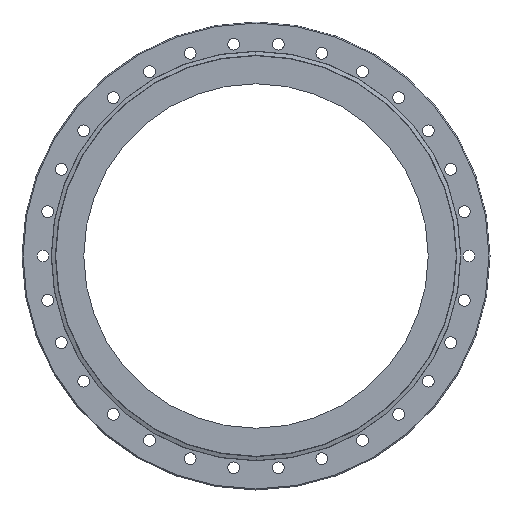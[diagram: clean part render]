
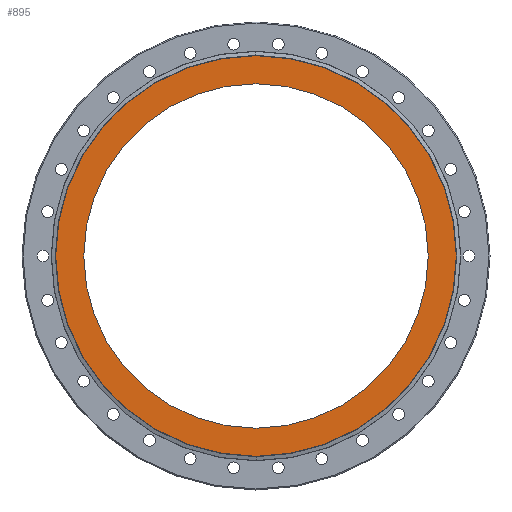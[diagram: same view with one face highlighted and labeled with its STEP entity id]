
A CAD part, left-side view. The second image highlights one B-rep face of the part: STEP entity #895.
In plain terms, the highlighted planar face has unit normal (-1, 0, 0).
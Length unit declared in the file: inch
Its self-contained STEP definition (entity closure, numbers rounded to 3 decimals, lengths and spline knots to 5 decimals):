
#85 = AXIS2_PLACEMENT_3D ( 'NONE', #2495, #1299, #134 ) ;
#96 = CARTESIAN_POINT ( 'NONE',  ( 0.08, 0., -4.875 ) ) ;
#128 = VERTEX_POINT ( 'NONE', #2774 ) ;
#134 = DIRECTION ( 'NONE',  ( 0., 0., -1. ) ) ;
#501 = CARTESIAN_POINT ( 'NONE',  ( 0.08, 0., 4.875 ) ) ;
#612 = DIRECTION ( 'NONE',  ( 0., 0., 1. ) ) ;
#683 = AXIS2_PLACEMENT_3D ( 'NONE', #2755, #2279, #2249 ) ;
#785 = CARTESIAN_POINT ( 'NONE',  ( 0.08, 0., 5.67 ) ) ;
#800 = EDGE_LOOP ( 'NONE', ( #2422, #2798 ) ) ;
#895 = ADVANCED_FACE ( 'NONE', ( #2926, #1508 ), #1064, .F. ) ;
#972 = CIRCLE ( 'NONE', #2821, 4.875 ) ;
#973 = EDGE_CURVE ( 'NONE', #2460, #128, #1426, .T. ) ;
#1064 = PLANE ( 'NONE',  #683 ) ;
#1193 = ORIENTED_EDGE ( 'NONE', *, *, #1866, .T. ) ;
#1299 = DIRECTION ( 'NONE',  ( -1., 0., 0. ) ) ;
#1426 = CIRCLE ( 'NONE', #85, 5.67 ) ;
#1495 = EDGE_CURVE ( 'NONE', #2493, #2197, #972, .T. ) ;
#1508 = FACE_BOUND ( 'NONE', #800, .T. ) ;
#1815 = AXIS2_PLACEMENT_3D ( 'NONE', #2474, #2936, #612 ) ;
#1821 = ORIENTED_EDGE ( 'NONE', *, *, #973, .T. ) ;
#1851 = EDGE_CURVE ( 'NONE', #2197, #2493, #2758, .T. ) ;
#1866 = EDGE_CURVE ( 'NONE', #128, #2460, #2062, .T. ) ;
#2007 = DIRECTION ( 'NONE',  ( 0., 0., 1. ) ) ;
#2062 = CIRCLE ( 'NONE', #2904, 5.67 ) ;
#2197 = VERTEX_POINT ( 'NONE', #501 ) ;
#2230 = CARTESIAN_POINT ( 'NONE',  ( 0.08, 0., 0. ) ) ;
#2249 = DIRECTION ( 'NONE',  ( 0., 0., -1. ) ) ;
#2264 = CARTESIAN_POINT ( 'NONE',  ( 0.08, 0., 0. ) ) ;
#2279 = DIRECTION ( 'NONE',  ( 1., 0., 0. ) ) ;
#2422 = ORIENTED_EDGE ( 'NONE', *, *, #1851, .F. ) ;
#2460 = VERTEX_POINT ( 'NONE', #785 ) ;
#2474 = CARTESIAN_POINT ( 'NONE',  ( 0.08, 0., 0. ) ) ;
#2492 = DIRECTION ( 'NONE',  ( -1., 0., 0. ) ) ;
#2493 = VERTEX_POINT ( 'NONE', #96 ) ;
#2495 = CARTESIAN_POINT ( 'NONE',  ( 0.08, 0., 0. ) ) ;
#2523 = DIRECTION ( 'NONE',  ( -1., 0., 0. ) ) ;
#2750 = DIRECTION ( 'NONE',  ( 0., 0., -1. ) ) ;
#2755 = CARTESIAN_POINT ( 'NONE',  ( 0.08, 5.675, 0. ) ) ;
#2758 = CIRCLE ( 'NONE', #1815, 4.875 ) ;
#2774 = CARTESIAN_POINT ( 'NONE',  ( 0.08, 0., -5.67 ) ) ;
#2798 = ORIENTED_EDGE ( 'NONE', *, *, #1495, .F. ) ;
#2821 = AXIS2_PLACEMENT_3D ( 'NONE', #2264, #2523, #2007 ) ;
#2862 = EDGE_LOOP ( 'NONE', ( #1193, #1821 ) ) ;
#2904 = AXIS2_PLACEMENT_3D ( 'NONE', #2230, #2492, #2750 ) ;
#2926 = FACE_OUTER_BOUND ( 'NONE', #2862, .T. ) ;
#2936 = DIRECTION ( 'NONE',  ( -1., 0., 0. ) ) ;
